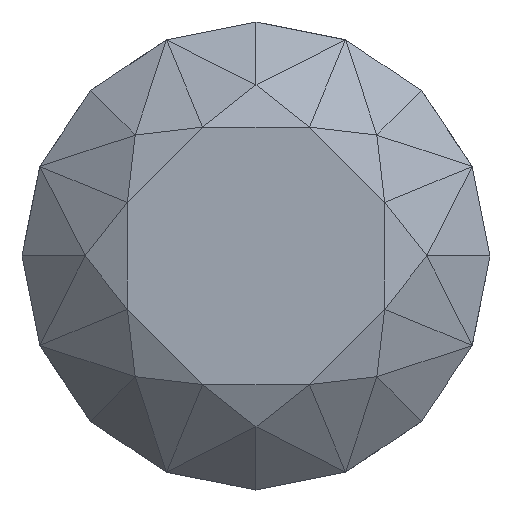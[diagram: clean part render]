
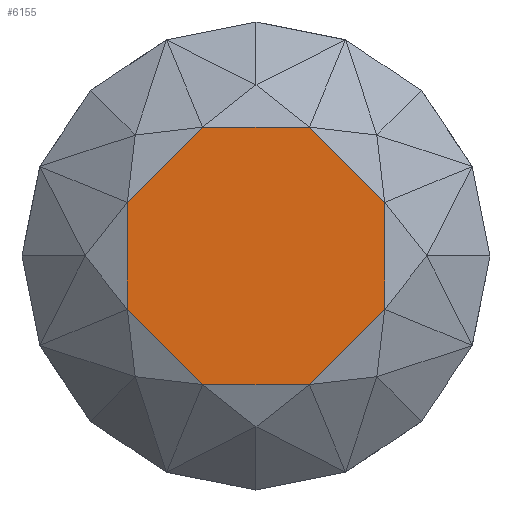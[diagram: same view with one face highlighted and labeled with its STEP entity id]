
A CAD part, top view. The second image highlights one B-rep face of the part: STEP entity #6155.
In plain terms, the highlighted free-form (B-spline) face has degree [1, 1] with [2, 2] control points.
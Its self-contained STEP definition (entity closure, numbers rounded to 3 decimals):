
#5067 = VERTEX_POINT('',#5068);
#5068 = CARTESIAN_POINT('',(-32.243,13.356,
    21.926));
#5305 = VERTEX_POINT('',#5306);
#5306 = CARTESIAN_POINT('',(-13.356,32.243,
    21.926));
#5312 = EDGE_CURVE('',#5067,#5305,#5313,.T.);
#5313 = B_SPLINE_CURVE_WITH_KNOTS('',1,(#5314,#5315),.UNSPECIFIED.,.F.,
  .F.,(2,2),(0.,22.782),.PIECEWISE_BEZIER_KNOTS.);
#5314 = CARTESIAN_POINT('',(-32.243,13.356,
    21.926));
#5315 = CARTESIAN_POINT('',(-13.356,32.243,
    21.926));
#5779 = VERTEX_POINT('',#5780);
#5780 = CARTESIAN_POINT('',(-32.243,-13.356,
    21.926));
#6125 = EDGE_CURVE('',#5779,#5067,#6126,.T.);
#6126 = B_SPLINE_CURVE_WITH_KNOTS('',1,(#6127,#6128),.UNSPECIFIED.,.F.,
  .F.,(2,2),(0.,22.782),.PIECEWISE_BEZIER_KNOTS.);
#6127 = CARTESIAN_POINT('',(-32.243,-13.356,
    21.926));
#6128 = CARTESIAN_POINT('',(-32.243,13.356,
    21.926));
#6140 = VERTEX_POINT('',#6141);
#6141 = CARTESIAN_POINT('',(-13.356,-32.243,
    21.926));
#6146 = EDGE_CURVE('',#6140,#5779,#6147,.T.);
#6147 = B_SPLINE_CURVE_WITH_KNOTS('',1,(#6148,#6149),.UNSPECIFIED.,.F.,
  .F.,(2,2),(0.,22.782),.PIECEWISE_BEZIER_KNOTS.);
#6148 = CARTESIAN_POINT('',(-13.356,-32.243,
    21.926));
#6149 = CARTESIAN_POINT('',(-32.243,-13.356,
    21.926));
#6155 = ADVANCED_FACE('',(#6156),#6194,.T.);
#6156 = FACE_BOUND('',#6157,.T.);
#6157 = EDGE_LOOP('',(#6158,#6165,#6166,#6167,#6168,#6175,#6182,#6189));
#6158 = ORIENTED_EDGE('',*,*,#6159,.F.);
#6159 = EDGE_CURVE('',#5305,#6160,#6162,.T.);
#6160 = VERTEX_POINT('',#6161);
#6161 = CARTESIAN_POINT('',(13.356,32.243,
    21.926));
#6162 = B_SPLINE_CURVE_WITH_KNOTS('',1,(#6163,#6164),.UNSPECIFIED.,.F.,
  .F.,(2,2),(0.,22.782),.PIECEWISE_BEZIER_KNOTS.);
#6163 = CARTESIAN_POINT('',(-13.356,32.243,
    21.926));
#6164 = CARTESIAN_POINT('',(13.356,32.243,
    21.926));
#6165 = ORIENTED_EDGE('',*,*,#5312,.F.);
#6166 = ORIENTED_EDGE('',*,*,#6125,.F.);
#6167 = ORIENTED_EDGE('',*,*,#6146,.F.);
#6168 = ORIENTED_EDGE('',*,*,#6169,.T.);
#6169 = EDGE_CURVE('',#6140,#6170,#6172,.T.);
#6170 = VERTEX_POINT('',#6171);
#6171 = CARTESIAN_POINT('',(13.356,-32.243,
    21.926));
#6172 = B_SPLINE_CURVE_WITH_KNOTS('',1,(#6173,#6174),.UNSPECIFIED.,.F.,
  .F.,(2,2),(0.,22.782),.PIECEWISE_BEZIER_KNOTS.);
#6173 = CARTESIAN_POINT('',(-13.356,-32.243,
    21.926));
#6174 = CARTESIAN_POINT('',(13.356,-32.243,
    21.926));
#6175 = ORIENTED_EDGE('',*,*,#6176,.T.);
#6176 = EDGE_CURVE('',#6170,#6177,#6179,.T.);
#6177 = VERTEX_POINT('',#6178);
#6178 = CARTESIAN_POINT('',(32.243,-13.356,
    21.926));
#6179 = B_SPLINE_CURVE_WITH_KNOTS('',1,(#6180,#6181),.UNSPECIFIED.,.F.,
  .F.,(2,2),(0.,22.782),.PIECEWISE_BEZIER_KNOTS.);
#6180 = CARTESIAN_POINT('',(13.356,-32.243,
    21.926));
#6181 = CARTESIAN_POINT('',(32.243,-13.356,
    21.926));
#6182 = ORIENTED_EDGE('',*,*,#6183,.T.);
#6183 = EDGE_CURVE('',#6177,#6184,#6186,.T.);
#6184 = VERTEX_POINT('',#6185);
#6185 = CARTESIAN_POINT('',(32.243,13.356,
    21.926));
#6186 = B_SPLINE_CURVE_WITH_KNOTS('',1,(#6187,#6188),.UNSPECIFIED.,.F.,
  .F.,(2,2),(0.,22.782),.PIECEWISE_BEZIER_KNOTS.);
#6187 = CARTESIAN_POINT('',(32.243,-13.356,
    21.926));
#6188 = CARTESIAN_POINT('',(32.243,13.356,
    21.926));
#6189 = ORIENTED_EDGE('',*,*,#6190,.F.);
#6190 = EDGE_CURVE('',#6160,#6184,#6191,.T.);
#6191 = B_SPLINE_CURVE_WITH_KNOTS('',1,(#6192,#6193),.UNSPECIFIED.,.F.,
  .F.,(2,2),(0.,22.782),.PIECEWISE_BEZIER_KNOTS.);
#6192 = CARTESIAN_POINT('',(13.356,32.243,
    21.926));
#6193 = CARTESIAN_POINT('',(32.243,13.356,
    21.926));
#6194 = B_SPLINE_SURFACE_WITH_KNOTS('',1,1,(
    (#6195,#6196)
    ,(#6197,#6198
    )),.UNSPECIFIED.,.F.,.F.,.F.,(2,2),(2,2),(-27.5,27.5),(-27.5,27.5),
  .PIECEWISE_BEZIER_KNOTS.);
#6195 = CARTESIAN_POINT('',(-32.243,-32.243,
    21.926));
#6196 = CARTESIAN_POINT('',(-32.243,32.243,
    21.926));
#6197 = CARTESIAN_POINT('',(32.243,-32.243,
    21.926));
#6198 = CARTESIAN_POINT('',(32.243,32.243,
    21.926));
